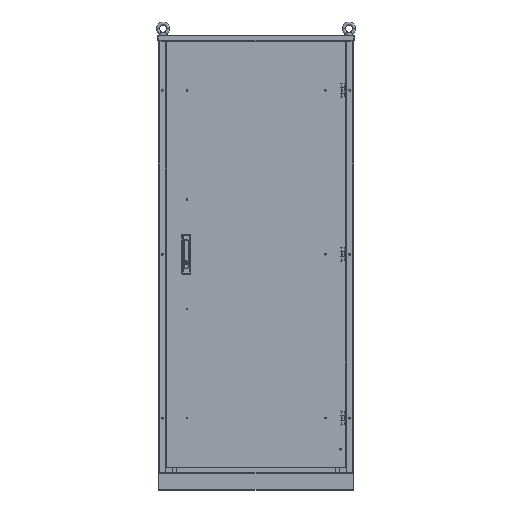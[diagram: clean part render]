
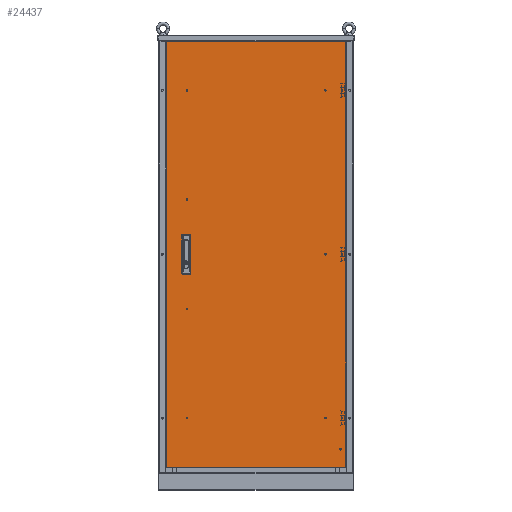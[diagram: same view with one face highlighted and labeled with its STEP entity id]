
A CAD part, top view. The second image highlights one B-rep face of the part: STEP entity #24437.
In plain terms, the highlighted planar face has unit normal (0, 0, 1).
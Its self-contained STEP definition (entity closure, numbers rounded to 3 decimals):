
#116 = ORIENTED_EDGE ( 'NONE', *, *, #53582, .T. ) ;
#731 = DIRECTION ( 'NONE',  ( 0., 1., 0. ) ) ;
#1075 = CARTESIAN_POINT ( 'NONE',  ( -645.5, -75.25, 1.5 ) ) ;
#3180 = FACE_OUTER_BOUND ( 'NONE', #98824, .T. ) ;
#3433 = VERTEX_POINT ( 'NONE', #38528 ) ;
#3852 = VERTEX_POINT ( 'NONE', #59906 ) ;
#6090 = VERTEX_POINT ( 'NONE', #94110 ) ;
#7249 = CARTESIAN_POINT ( 'NONE',  ( 0., -878.5, 1.5 ) ) ;
#7408 = EDGE_LOOP ( 'NONE', ( #36327, #63861, #80931, #49182 ) ) ;
#12982 = CARTESIAN_POINT ( 'NONE',  ( -645.5, -24.75, 1.5 ) ) ;
#13619 = PLANE ( 'NONE',  #13958 ) ;
#13958 = AXIS2_PLACEMENT_3D ( 'NONE', #68915, #76775, #29599 ) ;
#15804 = ORIENTED_EDGE ( 'NONE', *, *, #52773, .T. ) ;
#16285 = DIRECTION ( 'NONE',  ( -1., 0., 0. ) ) ;
#20145 = DIRECTION ( 'NONE',  ( 1., 0., 0. ) ) ;
#21593 = VERTEX_POINT ( 'NONE', #12982 ) ;
#24266 = VERTEX_POINT ( 'NONE', #34854 ) ;
#24334 = FACE_BOUND ( 'NONE', #7408, .T. ) ;
#24437 = ADVANCED_FACE ( 'NONE', ( #89658, #24334, #3180 ), #13619, .T. ) ;
#25067 = LINE ( 'NONE', #84887, #43678 ) ;
#25146 = CARTESIAN_POINT ( 'NONE',  ( -740., -878.5, 1.5 ) ) ;
#27495 = CARTESIAN_POINT ( 'NONE',  ( 0., 878.5, 1.5 ) ) ;
#28653 = VECTOR ( 'NONE', #16285, 1000. ) ;
#29599 = DIRECTION ( 'NONE',  ( 1., 0., 0. ) ) ;
#31239 = VERTEX_POINT ( 'NONE', #27495 ) ;
#32562 = LINE ( 'NONE', #55966, #72048 ) ;
#34711 = VERTEX_POINT ( 'NONE', #68862 ) ;
#34852 = DIRECTION ( 'NONE',  ( 0., -1., 0. ) ) ;
#34854 = CARTESIAN_POINT ( 'NONE',  ( -671., 24.75, 1.5 ) ) ;
#36091 = CARTESIAN_POINT ( 'NONE',  ( -671., 24.75, 1.5 ) ) ;
#36327 = ORIENTED_EDGE ( 'NONE', *, *, #51887, .F. ) ;
#38528 = CARTESIAN_POINT ( 'NONE',  ( -671., 75.25, 1.5 ) ) ;
#40045 = LINE ( 'NONE', #50498, #58650 ) ;
#43678 = VECTOR ( 'NONE', #69530, 1000. ) ;
#44317 = CARTESIAN_POINT ( 'NONE',  ( -671., -24.75, 1.5 ) ) ;
#44998 = DIRECTION ( 'NONE',  ( -1., 0., 0. ) ) ;
#48699 = CARTESIAN_POINT ( 'NONE',  ( -671., -75.25, 1.5 ) ) ;
#49039 = CARTESIAN_POINT ( 'NONE',  ( -671., -75.25, 1.5 ) ) ;
#49182 = ORIENTED_EDGE ( 'NONE', *, *, #52659, .F. ) ;
#50080 = LINE ( 'NONE', #44317, #70910 ) ;
#50148 = LINE ( 'NONE', #49039, #89494 ) ;
#50498 = CARTESIAN_POINT ( 'NONE',  ( -740., 878.5, 1.5 ) ) ;
#50561 = EDGE_CURVE ( 'NONE', #24266, #6090, #89516, .T. ) ;
#51153 = EDGE_CURVE ( 'NONE', #3433, #24266, #53882, .T. ) ;
#51166 = EDGE_CURVE ( 'NONE', #97175, #3433, #90595, .T. ) ;
#51197 = VECTOR ( 'NONE', #95641, 1000. ) ;
#51380 = VECTOR ( 'NONE', #68375, 1000. ) ;
#51877 = EDGE_CURVE ( 'NONE', #6090, #97175, #32562, .T. ) ;
#51887 = EDGE_CURVE ( 'NONE', #3852, #21593, #90402, .T. ) ;
#51896 = EDGE_CURVE ( 'NONE', #34711, #3852, #92876, .T. ) ;
#51909 = EDGE_CURVE ( 'NONE', #91198, #34711, #50148, .T. ) ;
#52659 = EDGE_CURVE ( 'NONE', #21593, #91198, #50080, .T. ) ;
#52773 = EDGE_CURVE ( 'NONE', #96626, #78250, #40045, .T. ) ;
#52972 = CARTESIAN_POINT ( 'NONE',  ( -671., 75.25, 1.5 ) ) ;
#53443 = EDGE_CURVE ( 'NONE', #78250, #83959, #25067, .T. ) ;
#53564 = EDGE_CURVE ( 'NONE', #83959, #31239, #59603, .T. ) ;
#53582 = EDGE_CURVE ( 'NONE', #31239, #96626, #91438, .T. ) ;
#53882 = LINE ( 'NONE', #84082, #51380 ) ;
#54167 = ORIENTED_EDGE ( 'NONE', *, *, #50561, .F. ) ;
#54743 = CARTESIAN_POINT ( 'NONE',  ( -645.5, 75.25, 1.5 ) ) ;
#55658 = ORIENTED_EDGE ( 'NONE', *, *, #51877, .F. ) ;
#55837 = DIRECTION ( 'NONE',  ( 0., 1., 0. ) ) ;
#55966 = CARTESIAN_POINT ( 'NONE',  ( -645.5, 75.25, 1.5 ) ) ;
#56963 = DIRECTION ( 'NONE',  ( 0., -1., 0. ) ) ;
#57187 = VECTOR ( 'NONE', #55837, 1000. ) ;
#58650 = VECTOR ( 'NONE', #34852, 1000. ) ;
#59603 = LINE ( 'NONE', #94831, #57187 ) ;
#59906 = CARTESIAN_POINT ( 'NONE',  ( -645.5, -75.25, 1.5 ) ) ;
#61652 = ORIENTED_EDGE ( 'NONE', *, *, #53564, .T. ) ;
#63771 = VECTOR ( 'NONE', #20145, 1000. ) ;
#63861 = ORIENTED_EDGE ( 'NONE', *, *, #51896, .F. ) ;
#64188 = CARTESIAN_POINT ( 'NONE',  ( -671., -24.75, 1.5 ) ) ;
#68375 = DIRECTION ( 'NONE',  ( 0., -1., 0. ) ) ;
#68862 = CARTESIAN_POINT ( 'NONE',  ( -671., -75.25, 1.5 ) ) ;
#68915 = CARTESIAN_POINT ( 'NONE',  ( 0., 0., 1.5 ) ) ;
#69530 = DIRECTION ( 'NONE',  ( 1., 0., 0. ) ) ;
#69571 = VECTOR ( 'NONE', #80170, 1000. ) ;
#69762 = VECTOR ( 'NONE', #44998, 1000. ) ;
#70910 = VECTOR ( 'NONE', #91353, 1000. ) ;
#71267 = CARTESIAN_POINT ( 'NONE',  ( -740., 878.5, 1.5 ) ) ;
#72048 = VECTOR ( 'NONE', #731, 1000. ) ;
#76775 = DIRECTION ( 'NONE',  ( 0., 0., 1. ) ) ;
#78250 = VERTEX_POINT ( 'NONE', #25146 ) ;
#80170 = DIRECTION ( 'NONE',  ( 0., 1., 0. ) ) ;
#80931 = ORIENTED_EDGE ( 'NONE', *, *, #51909, .F. ) ;
#81427 = ORIENTED_EDGE ( 'NONE', *, *, #51153, .F. ) ;
#83959 = VERTEX_POINT ( 'NONE', #7249 ) ;
#84082 = CARTESIAN_POINT ( 'NONE',  ( -671., 75.25, 1.5 ) ) ;
#84887 = CARTESIAN_POINT ( 'NONE',  ( -740., -878.5, 1.5 ) ) ;
#85194 = ORIENTED_EDGE ( 'NONE', *, *, #53443, .T. ) ;
#86515 = EDGE_LOOP ( 'NONE', ( #54167, #81427, #93705, #55658 ) ) ;
#89494 = VECTOR ( 'NONE', #56963, 1000. ) ;
#89516 = LINE ( 'NONE', #36091, #63771 ) ;
#89658 = FACE_BOUND ( 'NONE', #86515, .T. ) ;
#90402 = LINE ( 'NONE', #1075, #69571 ) ;
#90595 = LINE ( 'NONE', #52972, #69762 ) ;
#91198 = VERTEX_POINT ( 'NONE', #64188 ) ;
#91353 = DIRECTION ( 'NONE',  ( -1., 0., 0. ) ) ;
#91438 = LINE ( 'NONE', #95169, #28653 ) ;
#92876 = LINE ( 'NONE', #48699, #51197 ) ;
#93705 = ORIENTED_EDGE ( 'NONE', *, *, #51166, .F. ) ;
#94110 = CARTESIAN_POINT ( 'NONE',  ( -645.5, 24.75, 1.5 ) ) ;
#94831 = CARTESIAN_POINT ( 'NONE',  ( 0., 878.5, 1.5 ) ) ;
#95169 = CARTESIAN_POINT ( 'NONE',  ( -740., 878.5, 1.5 ) ) ;
#95641 = DIRECTION ( 'NONE',  ( 1., 0., 0. ) ) ;
#96626 = VERTEX_POINT ( 'NONE', #71267 ) ;
#97175 = VERTEX_POINT ( 'NONE', #54743 ) ;
#98824 = EDGE_LOOP ( 'NONE', ( #15804, #85194, #61652, #116 ) ) ;
